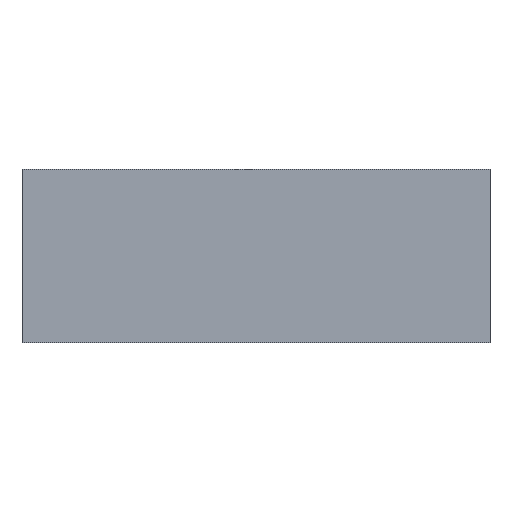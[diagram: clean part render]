
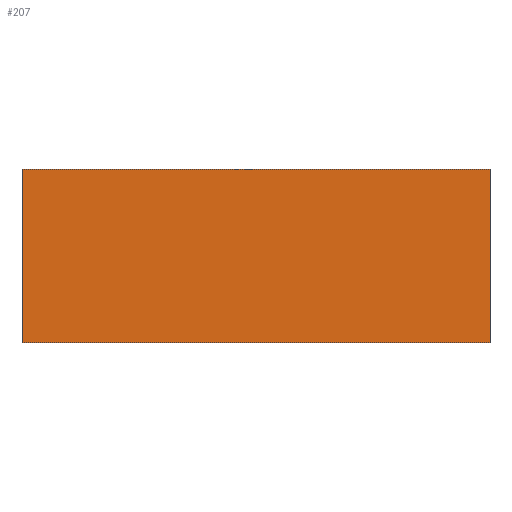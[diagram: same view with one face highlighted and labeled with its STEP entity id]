
A CAD part, top view. The second image highlights one B-rep face of the part: STEP entity #207.
In plain terms, the highlighted planar face has unit normal (0, 0, 1).
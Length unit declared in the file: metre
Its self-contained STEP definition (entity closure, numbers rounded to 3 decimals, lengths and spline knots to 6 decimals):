
#31=ORIENTED_EDGE('',*,*,#69,.F.);
#32=ORIENTED_EDGE('',*,*,#73,.T.);
#33=ORIENTED_EDGE('',*,*,#76,.T.);
#34=ORIENTED_EDGE('',*,*,#78,.F.);
#69=EDGE_CURVE('',#95,#96,#113,.T.);
#73=EDGE_CURVE('',#95,#98,#117,.T.);
#76=EDGE_CURVE('',#98,#100,#120,.T.);
#78=EDGE_CURVE('',#96,#100,#122,.T.);
#95=VERTEX_POINT('',#306);
#96=VERTEX_POINT('',#308);
#98=VERTEX_POINT('',#314);
#100=VERTEX_POINT('',#320);
#113=LINE('',#307,#137);
#117=LINE('',#315,#141);
#120=LINE('',#321,#144);
#122=LINE('',#324,#146);
#137=VECTOR('',#250,1.);
#141=VECTOR('',#256,1.);
#144=VECTOR('',#261,1.);
#146=VECTOR('',#265,1.);
#163=EDGE_LOOP('',(#31,#32,#33,#34));
#179=FACE_BOUND('',#163,.T.);
#195=PLANE('',#233);
#207=ADVANCED_FACE('',(#179),#195,.T.);
#233=AXIS2_PLACEMENT_3D('',#325,#266,#267);
#250=DIRECTION('',(1.,0.,0.));
#256=DIRECTION('',(0.,-1.,0.));
#261=DIRECTION('',(1.,0.,0.));
#265=DIRECTION('',(0.,-1.,0.));
#266=DIRECTION('',(0.,0.,1.));
#267=DIRECTION('',(1.,0.,0.));
#306=CARTESIAN_POINT('',(-1.750373,-0.565995,0.0762));
#307=CARTESIAN_POINT('',(-0.378773,-0.565995,0.0762));
#308=CARTESIAN_POINT('',(0.992827,-0.565995,0.0762));
#314=CARTESIAN_POINT('',(-1.750373,-1.581995,0.0762));
#315=CARTESIAN_POINT('',(-1.750373,-1.073995,0.0762));
#320=CARTESIAN_POINT('',(0.992827,-1.581995,0.0762));
#321=CARTESIAN_POINT('',(-0.378773,-1.581995,0.0762));
#324=CARTESIAN_POINT('',(0.992827,-1.073995,0.0762));
#325=CARTESIAN_POINT('',(-0.378773,-1.073995,0.0762));
